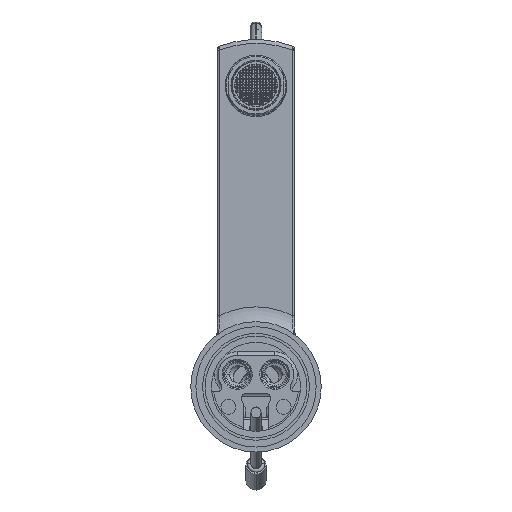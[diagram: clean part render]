
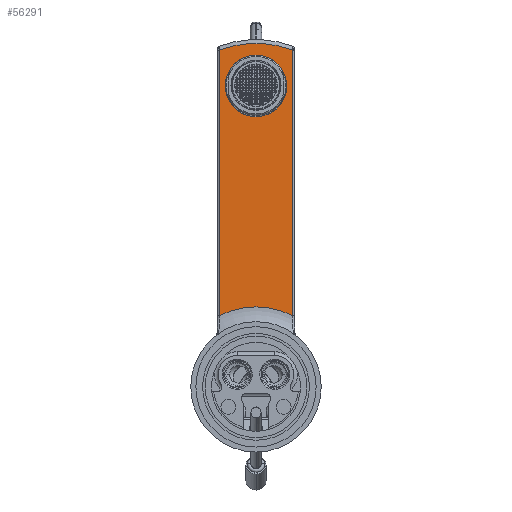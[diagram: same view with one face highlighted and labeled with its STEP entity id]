
A CAD part, front view. The second image highlights one B-rep face of the part: STEP entity #56291.
In plain terms, the highlighted planar face has unit normal (0, -1, 0).
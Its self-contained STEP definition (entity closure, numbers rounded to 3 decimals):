
#4121=DIRECTION('',(0.,0.,1.));
#4122=VECTOR('',#4121,105.868);
#4123=CARTESIAN_POINT('',(14.5,104.,28.414));
#4124=LINE('',#4123,#4122);
#4125=DIRECTION('',(0.,0.,-1.));
#4126=VECTOR('',#4125,105.868);
#4127=CARTESIAN_POINT('',(-14.5,104.,134.282));
#4128=LINE('',#4127,#4126);
#4129=CARTESIAN_POINT('',(0.,104.,96.958));
#4130=DIRECTION('',(0.,-1.,0.));
#4131=DIRECTION('',(0.362,0.,0.932));
#4132=AXIS2_PLACEMENT_3D('',#4129,#4130,#4131);
#4134=CARTESIAN_POINT('',(0.,104.,132.262));
#4135=CARTESIAN_POINT('',(0.722,104.,132.262));
#4136=CARTESIAN_POINT('',(2.22,104.,132.133));
#4137=CARTESIAN_POINT('',(4.523,104.,131.483));
#4138=CARTESIAN_POINT('',(6.743,104.,130.341));
#4139=CARTESIAN_POINT('',(8.725,104.,128.733));
#4140=CARTESIAN_POINT('',(10.063,104.,127.08));
#4141=CARTESIAN_POINT('',(10.902,104.,125.638));
#4142=CARTESIAN_POINT('',(11.41,104.,124.517));
#4143=CARTESIAN_POINT('',(11.797,104.,123.374));
#4144=CARTESIAN_POINT('',(12.02,104.,122.42));
#4145=CARTESIAN_POINT('',(12.141,104.,121.663));
#4146=CARTESIAN_POINT('',(12.205,104.,121.101));
#4147=CARTESIAN_POINT('',(12.236,104.,120.638));
#4148=CARTESIAN_POINT('',(12.248,104.,120.272));
#4149=CARTESIAN_POINT('',(12.251,104.,120.));
#4150=CARTESIAN_POINT('',(12.248,104.,119.728));
#4151=CARTESIAN_POINT('',(12.236,104.,119.362));
#4152=CARTESIAN_POINT('',(12.205,104.,118.899));
#4153=CARTESIAN_POINT('',(12.141,104.,118.337));
#4154=CARTESIAN_POINT('',(12.02,104.,117.58));
#4155=CARTESIAN_POINT('',(11.797,104.,116.626));
#4156=CARTESIAN_POINT('',(11.41,104.,115.483));
#4157=CARTESIAN_POINT('',(10.902,104.,114.362));
#4158=CARTESIAN_POINT('',(10.063,104.,112.92));
#4159=CARTESIAN_POINT('',(8.725,104.,111.267));
#4160=CARTESIAN_POINT('',(6.743,104.,109.659));
#4161=CARTESIAN_POINT('',(4.523,104.,108.517));
#4162=CARTESIAN_POINT('',(2.22,104.,107.867));
#4163=CARTESIAN_POINT('',(0.722,104.,107.738));
#4164=CARTESIAN_POINT('',(0.,104.,107.738));
#4166=CARTESIAN_POINT('',(0.,104.,107.738));
#4167=CARTESIAN_POINT('',(-0.722,104.,107.738));
#4168=CARTESIAN_POINT('',(-2.22,104.,107.867));
#4169=CARTESIAN_POINT('',(-4.523,104.,108.517));
#4170=CARTESIAN_POINT('',(-6.743,104.,109.659));
#4171=CARTESIAN_POINT('',(-8.725,104.,111.267));
#4172=CARTESIAN_POINT('',(-10.063,104.,112.92));
#4173=CARTESIAN_POINT('',(-10.902,104.,114.362));
#4174=CARTESIAN_POINT('',(-11.41,104.,115.483));
#4175=CARTESIAN_POINT('',(-11.797,104.,116.626));
#4176=CARTESIAN_POINT('',(-12.02,104.,117.58));
#4177=CARTESIAN_POINT('',(-12.141,104.,118.337));
#4178=CARTESIAN_POINT('',(-12.205,104.,118.899));
#4179=CARTESIAN_POINT('',(-12.236,104.,119.362));
#4180=CARTESIAN_POINT('',(-12.248,104.,119.728));
#4181=CARTESIAN_POINT('',(-12.251,104.,120.));
#4182=CARTESIAN_POINT('',(-12.248,104.,120.272));
#4183=CARTESIAN_POINT('',(-12.236,104.,120.638));
#4184=CARTESIAN_POINT('',(-12.205,104.,121.101));
#4185=CARTESIAN_POINT('',(-12.141,104.,121.663));
#4186=CARTESIAN_POINT('',(-12.02,104.,122.42));
#4187=CARTESIAN_POINT('',(-11.797,104.,123.374));
#4188=CARTESIAN_POINT('',(-11.41,104.,124.517));
#4189=CARTESIAN_POINT('',(-10.902,104.,125.638));
#4190=CARTESIAN_POINT('',(-10.063,104.,127.08));
#4191=CARTESIAN_POINT('',(-8.725,104.,128.733));
#4192=CARTESIAN_POINT('',(-6.743,104.,130.341));
#4193=CARTESIAN_POINT('',(-4.523,104.,131.483));
#4194=CARTESIAN_POINT('',(-2.22,104.,132.133));
#4195=CARTESIAN_POINT('',(-0.722,104.,132.262));
#4196=CARTESIAN_POINT('',(0.,104.,132.262));
#4285=CARTESIAN_POINT('',(-14.5,104.,28.414));
#4300=CARTESIAN_POINT('',(-14.5,104.,28.414));
#4301=CARTESIAN_POINT('',(-14.192,104.,28.572));
#4302=CARTESIAN_POINT('',(-13.57,104.,28.876));
#4303=CARTESIAN_POINT('',(-12.622,104.,29.303));
#4304=CARTESIAN_POINT('',(-11.662,104.,29.698));
#4305=CARTESIAN_POINT('',(-10.689,104.,30.062));
#4306=CARTESIAN_POINT('',(-9.705,104.,30.394));
#4307=CARTESIAN_POINT('',(-8.711,104.,30.693));
#4308=CARTESIAN_POINT('',(-7.709,104.,30.96));
#4309=CARTESIAN_POINT('',(-6.697,104.,31.195));
#4310=CARTESIAN_POINT('',(-5.679,104.,31.396));
#4311=CARTESIAN_POINT('',(-4.655,104.,31.564));
#4312=CARTESIAN_POINT('',(-3.625,104.,31.699));
#4313=CARTESIAN_POINT('',(-2.592,104.,31.8));
#4314=CARTESIAN_POINT('',(-1.557,104.,31.868));
#4315=CARTESIAN_POINT('',(-0.519,104.,31.901));
#4316=CARTESIAN_POINT('',(0.519,104.,31.901));
#4317=CARTESIAN_POINT('',(1.556,104.,31.868));
#4318=CARTESIAN_POINT('',(2.592,104.,31.8));
#4319=CARTESIAN_POINT('',(3.625,104.,31.699));
#4320=CARTESIAN_POINT('',(4.654,104.,31.564));
#4321=CARTESIAN_POINT('',(5.679,104.,31.396));
#4322=CARTESIAN_POINT('',(6.697,104.,31.195));
#4323=CARTESIAN_POINT('',(7.708,104.,30.96));
#4324=CARTESIAN_POINT('',(8.711,104.,30.693));
#4325=CARTESIAN_POINT('',(9.705,104.,30.394));
#4326=CARTESIAN_POINT('',(10.688,104.,30.062));
#4327=CARTESIAN_POINT('',(11.661,104.,29.698));
#4328=CARTESIAN_POINT('',(12.622,104.,29.303));
#4329=CARTESIAN_POINT('',(13.569,104.,28.876));
#4330=CARTESIAN_POINT('',(14.191,104.,28.572));
#4331=CARTESIAN_POINT('',(14.5,104.,28.414));
#4346=CARTESIAN_POINT('',(14.5,104.,28.414));
#42967=CARTESIAN_POINT('',(0.,104.,107.738));
#42968=VERTEX_POINT('',#42967);
#42969=CARTESIAN_POINT('',(0.,104.,132.262));
#42970=VERTEX_POINT('',#42969);
#43010=VERTEX_POINT('',#4285);
#43013=VERTEX_POINT('',#4346);
#43063=CARTESIAN_POINT('',(14.5,104.,134.282));
#43064=VERTEX_POINT('',#43063);
#43073=CARTESIAN_POINT('',(-14.5,104.,134.282));
#43074=VERTEX_POINT('',#43073);
#56272=CARTESIAN_POINT('',(0.,104.,0.));
#56273=DIRECTION('',(0.,1.,0.));
#56274=DIRECTION('',(1.,0.,0.));
#56275=AXIS2_PLACEMENT_3D('',#56272,#56273,#56274);
#56276=PLANE('',#56275);
#56278=ORIENTED_EDGE('',*,*,#56277,.F.);
#56280=ORIENTED_EDGE('',*,*,#56279,.F.);
#56282=ORIENTED_EDGE('',*,*,#56281,.F.);
#56284=ORIENTED_EDGE('',*,*,#56283,.F.);
#56285=EDGE_LOOP('',(#56278,#56280,#56282,#56284));
#56286=FACE_OUTER_BOUND('',#56285,.F.);
#56287=ORIENTED_EDGE('',*,*,#56230,.F.);
#56288=ORIENTED_EDGE('',*,*,#56253,.F.);
#56289=EDGE_LOOP('',(#56287,#56288));
#56290=FACE_BOUND('',#56289,.F.);
#56291=ADVANCED_FACE('',(#56286,#56290),#56276,.F.);
#4133=CIRCLE('',#4132,40.042);
#4165=B_SPLINE_CURVE_WITH_KNOTS('',3,(#4134,#4135,#4136,#4137,#4138,#4139,#4140,
#4141,#4142,#4143,#4144,#4145,#4146,#4147,#4148,#4149,#4150,#4151,#4152,#4153,
#4154,#4155,#4156,#4157,#4158,#4159,#4160,#4161,#4162,#4163,#4164),
.UNSPECIFIED.,.F.,.F.,(4,1,1,1,1,1,1,1,1,1,1,1,1,1,1,1,1,1,1,1,1,1,1,1,1,1,1,1,
4),(0.,0.063,0.125,0.188,0.25,0.313,0.344,0.375,0.406,
0.438,0.453,0.469,0.484,0.492,0.5,0.508,
0.516,0.531,0.547,0.563,0.594,0.625,0.656,0.688,
0.75,0.813,0.875,0.938,1.),.UNSPECIFIED.);
#4197=B_SPLINE_CURVE_WITH_KNOTS('',3,(#4166,#4167,#4168,#4169,#4170,#4171,#4172,
#4173,#4174,#4175,#4176,#4177,#4178,#4179,#4180,#4181,#4182,#4183,#4184,#4185,
#4186,#4187,#4188,#4189,#4190,#4191,#4192,#4193,#4194,#4195,#4196),
.UNSPECIFIED.,.F.,.F.,(4,1,1,1,1,1,1,1,1,1,1,1,1,1,1,1,1,1,1,1,1,1,1,1,1,1,1,1,
4),(0.,0.063,0.125,0.188,0.25,0.313,0.344,0.375,0.406,
0.438,0.453,0.469,0.484,0.492,0.5,0.508,
0.516,0.531,0.547,0.563,0.594,0.625,0.656,0.688,
0.75,0.813,0.875,0.938,1.),.UNSPECIFIED.);
#4332=B_SPLINE_CURVE_WITH_KNOTS('',3,(#4300,#4301,#4302,#4303,#4304,#4305,#4306,
#4307,#4308,#4309,#4310,#4311,#4312,#4313,#4314,#4315,#4316,#4317,#4318,#4319,
#4320,#4321,#4322,#4323,#4324,#4325,#4326,#4327,#4328,#4329,#4330,#4331),
.UNSPECIFIED.,.F.,.F.,(4,1,1,1,1,1,1,1,1,1,1,1,1,1,1,1,1,1,1,1,1,1,1,1,1,1,1,1,
1,4),(0.,0.034,0.069,0.103,
0.138,0.172,0.207,0.241,
0.276,0.31,0.345,0.379,
0.414,0.448,0.483,0.517,
0.552,0.586,0.621,0.655,
0.69,0.724,0.759,0.793,
0.828,0.862,0.897,0.931,
0.966,1.),.UNSPECIFIED.);
#56230=EDGE_CURVE('',#42970,#42968,#4165,.T.);
#56253=EDGE_CURVE('',#42968,#42970,#4197,.T.);
#56277=EDGE_CURVE('',#43013,#43064,#4124,.T.);
#56279=EDGE_CURVE('',#43010,#43013,#4332,.T.);
#56281=EDGE_CURVE('',#43074,#43010,#4128,.T.);
#56283=EDGE_CURVE('',#43064,#43074,#4133,.T.);
